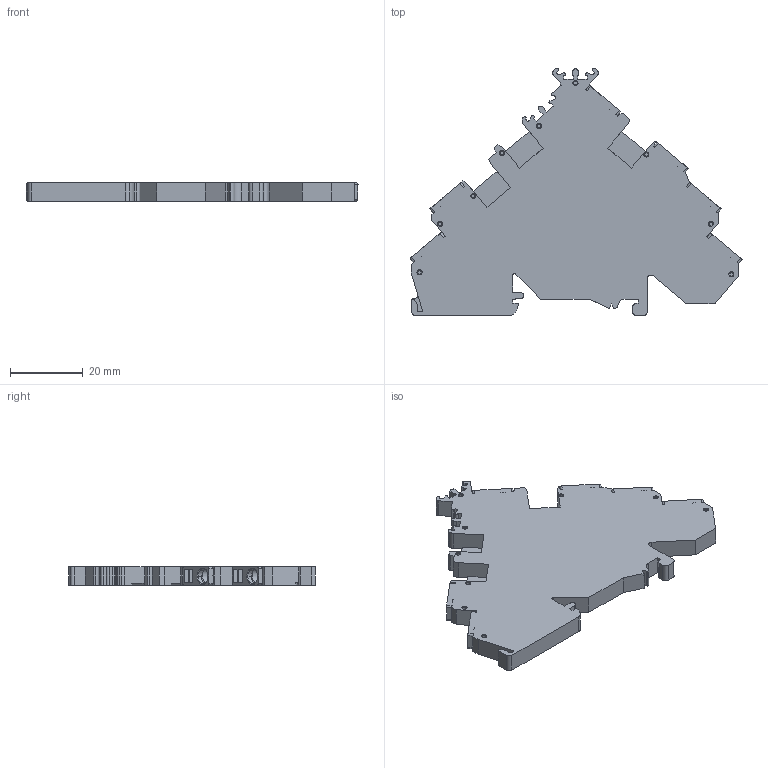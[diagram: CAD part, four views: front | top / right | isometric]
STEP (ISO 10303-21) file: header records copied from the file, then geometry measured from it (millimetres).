
FILE_DESCRIPTION((''),'2;1');
FILE_NAME('5YB576108_ASM','2023-11-17T',('dell'),(''),'PRO/ENGINEER BY PARAMETRIC TECHNOLOGY CORPORATION, 2013230','PRO/ENGINEER BY PARAMETRIC TECHNOLOGY CORPORATION, 2013230','');
FILE_SCHEMA(('AUTOMOTIVE_DESIGN { 1 0 10303 214 1 1 1 1 }'));
Length unit declared in the file: millimetre
Products named in the file (1): 5YB576108_ASM
Bounding box: 91.4 x 68 x 5 mm (x, y, z)
Volume: 16441.4 mm3; surface area: 10557.3 mm2
Topology: 1 solids, 25 shells, 661 faces, 1668 edges, 1068 vertices
Faces by surface type: plane 403, cylinder 161, cone 84, bspline 13
Entity records: 21590 total; most frequent: CARTESIAN_POINT 4278, ORIENTED_EDGE 3336, DIRECTION 3288, EDGE_CURVE 1668, VECTOR 1166, LINE 1166, VERTEX_POINT 1068, AXIS2_PLACEMENT_3D 1061
